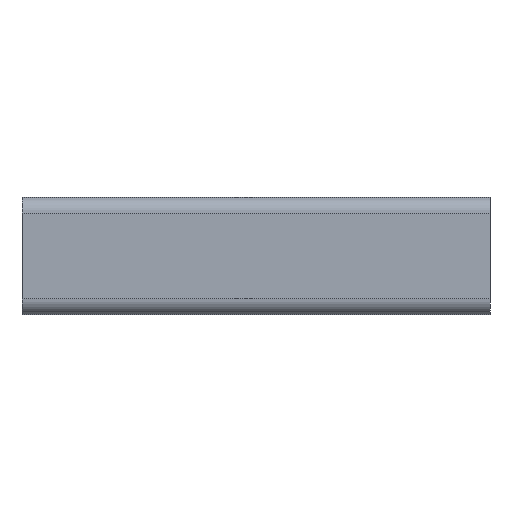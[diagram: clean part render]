
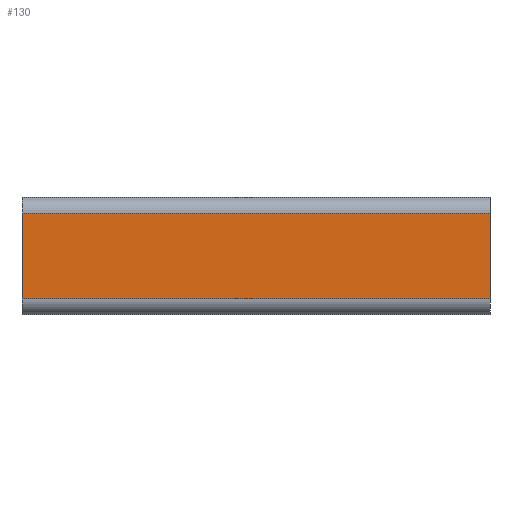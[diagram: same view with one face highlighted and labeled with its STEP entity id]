
A CAD part, left-side view. The second image highlights one B-rep face of the part: STEP entity #130.
In plain terms, the highlighted planar face has unit normal (-1, 0, 0).
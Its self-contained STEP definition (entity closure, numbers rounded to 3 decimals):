
#130 = ADVANCED_FACE( '', ( #272 ), #273, .F. );
#272 = FACE_OUTER_BOUND( '', #423, .T. );
#273 = PLANE( '', #424 );
#423 = EDGE_LOOP( '', ( #755, #756, #757, #758 ) );
#424 = AXIS2_PLACEMENT_3D( '', #759, #760, #761 );
#755 = ORIENTED_EDGE( '', *, *, #1092, .T. );
#756 = ORIENTED_EDGE( '', *, *, #1069, .F. );
#757 = ORIENTED_EDGE( '', *, *, #1010, .F. );
#758 = ORIENTED_EDGE( '', *, *, #1021, .T. );
#759 = CARTESIAN_POINT( '', ( -11.25, 60., -5.5 ) );
#760 = DIRECTION( '', ( 1., 0., 0. ) );
#761 = DIRECTION( '', ( 0., 0., -1. ) );
#1010 = EDGE_CURVE( '', #1248, #1171, #1250, .T. );
#1021 = EDGE_CURVE( '', #1248, #1265, #1267, .T. );
#1069 = EDGE_CURVE( '', #1171, #1330, #1334, .T. );
#1092 = EDGE_CURVE( '', #1265, #1330, #1364, .T. );
#1171 = VERTEX_POINT( '', #1463 );
#1248 = VERTEX_POINT( '', #1559 );
#1250 = LINE( '', #1561, #1562 );
#1265 = VERTEX_POINT( '', #1583 );
#1267 = LINE( '', #1585, #1586 );
#1330 = VERTEX_POINT( '', #1671 );
#1334 = LINE( '', #1676, #1677 );
#1364 = LINE( '', #1718, #1719 );
#1463 = CARTESIAN_POINT( '', ( -11.25, 60., 5.5 ) );
#1559 = CARTESIAN_POINT( '', ( -11.25, 60., -5.5 ) );
#1561 = CARTESIAN_POINT( '', ( -11.25, 60., -5.5 ) );
#1562 = VECTOR( '', #1887, 1000. );
#1583 = CARTESIAN_POINT( '', ( -11.25, 0., -5.5 ) );
#1585 = CARTESIAN_POINT( '', ( -11.25, 60., -5.5 ) );
#1586 = VECTOR( '', #1897, 1000. );
#1671 = CARTESIAN_POINT( '', ( -11.25, 0., 5.5 ) );
#1676 = CARTESIAN_POINT( '', ( -11.25, 60., 5.5 ) );
#1677 = VECTOR( '', #1951, 1000. );
#1718 = CARTESIAN_POINT( '', ( -11.25, 0., -5.5 ) );
#1719 = VECTOR( '', #1972, 1000. );
#1887 = DIRECTION( '', ( 0., 0., 1. ) );
#1897 = DIRECTION( '', ( 0., -1., 0. ) );
#1951 = DIRECTION( '', ( 0., -1., 0. ) );
#1972 = DIRECTION( '', ( 0., 0., 1. ) );
